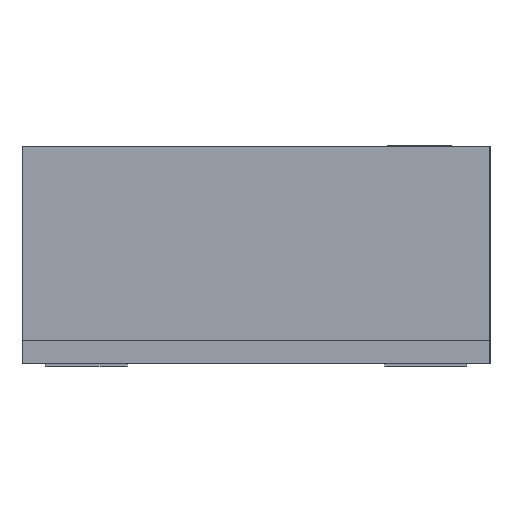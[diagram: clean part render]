
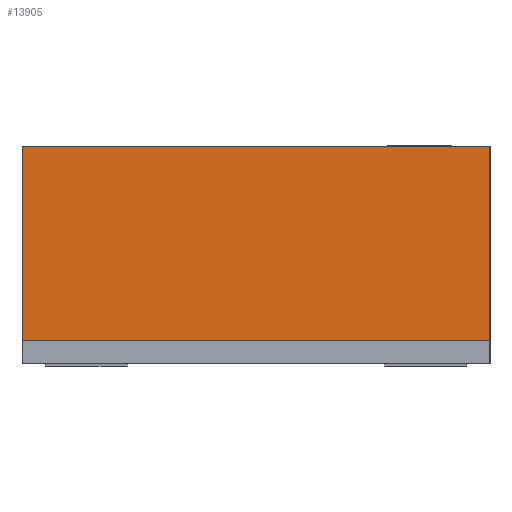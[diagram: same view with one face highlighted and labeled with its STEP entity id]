
A CAD part, left-side view. The second image highlights one B-rep face of the part: STEP entity #13905.
In plain terms, the highlighted planar face has unit normal (-1, 0, 0).
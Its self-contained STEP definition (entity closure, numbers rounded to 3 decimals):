
#278 = EDGE_CURVE ( 'NONE', #3580, #5086, #14340, .T. ) ;
#604 = DIRECTION ( 'NONE',  ( 0., -1., 0. ) ) ;
#695 = ORIENTED_EDGE ( 'NONE', *, *, #15398, .T. ) ;
#1279 = CARTESIAN_POINT ( 'NONE',  ( -1.25, 1., 0.93 ) ) ;
#1424 = DIRECTION ( 'NONE',  ( 0., -1., 0. ) ) ;
#1830 = CARTESIAN_POINT ( 'NONE',  ( -1.25, -1., 0.93 ) ) ;
#2630 = AXIS2_PLACEMENT_3D ( 'NONE', #5116, #13078, #10294 ) ;
#3383 = ORIENTED_EDGE ( 'NONE', *, *, #278, .F. ) ;
#3580 = VERTEX_POINT ( 'NONE', #1830 ) ;
#3938 = CARTESIAN_POINT ( 'NONE',  ( -1.25, -1., 0.1 ) ) ;
#4102 = ORIENTED_EDGE ( 'NONE', *, *, #5901, .F. ) ;
#4124 = LINE ( 'NONE', #1279, #15298 ) ;
#5086 = VERTEX_POINT ( 'NONE', #3938 ) ;
#5116 = CARTESIAN_POINT ( 'NONE',  ( -1.25, 1., 0.93 ) ) ;
#5147 = DIRECTION ( 'NONE',  ( 0., 0., -1. ) ) ;
#5297 = LINE ( 'NONE', #10295, #12710 ) ;
#5901 = EDGE_CURVE ( 'NONE', #10439, #3580, #5297, .T. ) ;
#7919 = PLANE ( 'NONE',  #2630 ) ;
#9869 = CARTESIAN_POINT ( 'NONE',  ( -1.25, 1., 0.1 ) ) ;
#10294 = DIRECTION ( 'NONE',  ( 0., 0., -1. ) ) ;
#10295 = CARTESIAN_POINT ( 'NONE',  ( -1.25, 1., 0.93 ) ) ;
#10439 = VERTEX_POINT ( 'NONE', #11844 ) ;
#10997 = LINE ( 'NONE', #13365, #13870 ) ;
#11839 = DIRECTION ( 'NONE',  ( 0., 0., -1. ) ) ;
#11844 = CARTESIAN_POINT ( 'NONE',  ( -1.25, 1., 0.93 ) ) ;
#11925 = VECTOR ( 'NONE', #11839, 1000. ) ;
#12710 = VECTOR ( 'NONE', #1424, 1000. ) ;
#13078 = DIRECTION ( 'NONE',  ( 1., 0., 0. ) ) ;
#13098 = CARTESIAN_POINT ( 'NONE',  ( -1.25, -1., 0.93 ) ) ;
#13315 = ORIENTED_EDGE ( 'NONE', *, *, #16132, .T. ) ;
#13365 = CARTESIAN_POINT ( 'NONE',  ( -1.25, 1., 0.1 ) ) ;
#13870 = VECTOR ( 'NONE', #604, 1000. ) ;
#13905 = ADVANCED_FACE ( 'NONE', ( #15500 ), #7919, .F. ) ;
#14340 = LINE ( 'NONE', #13098, #11925 ) ;
#15298 = VECTOR ( 'NONE', #5147, 1000. ) ;
#15398 = EDGE_CURVE ( 'NONE', #10439, #15967, #4124, .T. ) ;
#15500 = FACE_OUTER_BOUND ( 'NONE', #15896, .T. ) ;
#15896 = EDGE_LOOP ( 'NONE', ( #13315, #3383, #4102, #695 ) ) ;
#15967 = VERTEX_POINT ( 'NONE', #9869 ) ;
#16132 = EDGE_CURVE ( 'NONE', #15967, #5086, #10997, .T. ) ;
